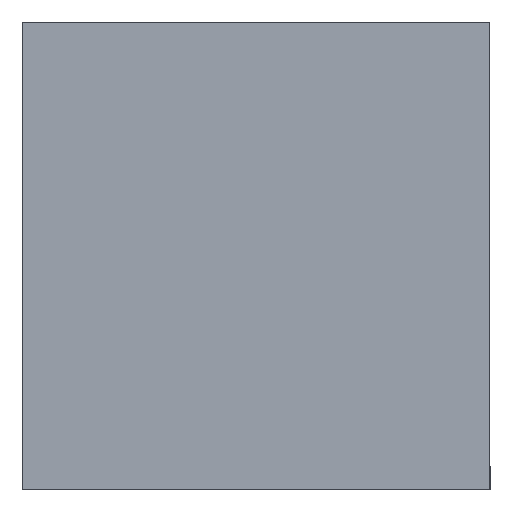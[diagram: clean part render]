
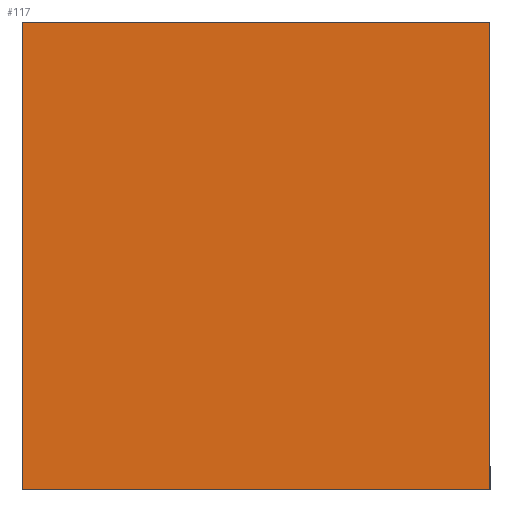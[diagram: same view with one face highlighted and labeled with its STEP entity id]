
A CAD part, front view. The second image highlights one B-rep face of the part: STEP entity #117.
In plain terms, the highlighted planar face has unit normal (0, -1, 0).
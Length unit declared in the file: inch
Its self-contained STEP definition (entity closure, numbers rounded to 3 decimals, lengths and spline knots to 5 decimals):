
#31=FACE_OUTER_BOUND('',#37,.T.);
#37=EDGE_LOOP('',(#102,#103,#104,#105));
#38=LINE('',#190,#50);
#42=LINE('',#198,#54);
#45=LINE('',#204,#57);
#48=LINE('',#209,#60);
#50=VECTOR('',#161,0.3937);
#54=VECTOR('',#167,0.3937);
#57=VECTOR('',#172,0.3937);
#60=VECTOR('',#177,0.3937);
#62=VERTEX_POINT('',#188);
#63=VERTEX_POINT('',#189);
#66=VERTEX_POINT('',#197);
#68=VERTEX_POINT('',#203);
#70=EDGE_CURVE('',#62,#63,#38,.T.);
#74=EDGE_CURVE('',#66,#62,#42,.T.);
#77=EDGE_CURVE('',#68,#66,#45,.T.);
#80=EDGE_CURVE('',#63,#68,#48,.T.);
#102=ORIENTED_EDGE('',*,*,#80,.F.);
#103=ORIENTED_EDGE('',*,*,#70,.F.);
#104=ORIENTED_EDGE('',*,*,#74,.F.);
#105=ORIENTED_EDGE('',*,*,#77,.F.);
#111=PLANE('',#153);
#117=ADVANCED_FACE('',(#31),#111,.F.);
#153=AXIS2_PLACEMENT_3D('',#212,#181,#182);
#161=DIRECTION('',(0.,0.,1.));
#167=DIRECTION('',(-1.,0.,0.));
#172=DIRECTION('',(0.,0.,-1.));
#177=DIRECTION('',(1.,0.,0.));
#181=DIRECTION('center_axis',(0.,1.,0.));
#182=DIRECTION('ref_axis',(0.,0.,1.));
#188=CARTESIAN_POINT('',(-0.1125,0.,-0.1125));
#189=CARTESIAN_POINT('',(-0.1125,0.,0.1125));
#190=CARTESIAN_POINT('',(-0.1125,0.,-0.1125));
#197=CARTESIAN_POINT('',(0.1125,0.,-0.1125));
#198=CARTESIAN_POINT('',(0.1125,0.,-0.1125));
#203=CARTESIAN_POINT('',(0.1125,0.,0.1125));
#204=CARTESIAN_POINT('',(0.1125,0.,0.1125));
#209=CARTESIAN_POINT('',(-0.1125,0.,0.1125));
#212=CARTESIAN_POINT('Origin',(0.,0.,0.));
